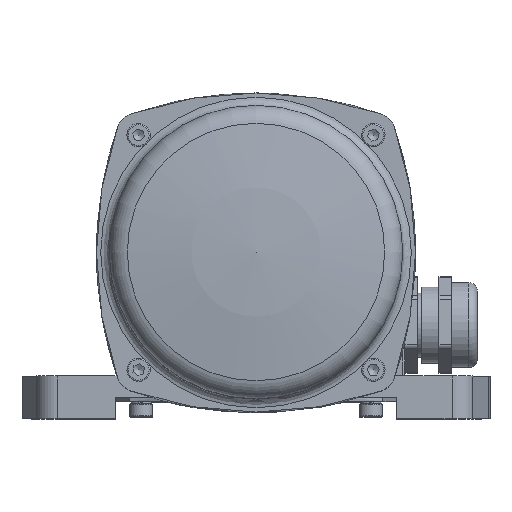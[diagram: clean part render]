
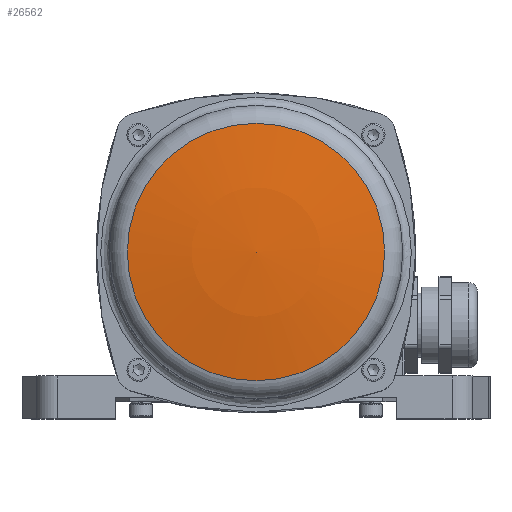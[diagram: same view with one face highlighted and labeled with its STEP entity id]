
A CAD part, top view. The second image highlights one B-rep face of the part: STEP entity #26562.
In plain terms, the highlighted spherical face has radius 201 mm.
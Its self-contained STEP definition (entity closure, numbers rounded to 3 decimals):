
#26511=CARTESIAN_POINT('',(30.253,0.,111.703));
#26512=VERTEX_POINT('',#26511);
#26513=CARTESIAN_POINT('',(0.,0.,111.703));
#26514=DIRECTION('',(0.0,0.0,-1.0));
#26515=DIRECTION('',(-1.0,0.0,0.0));
#26516=AXIS2_PLACEMENT_3D('',#26513,#26514,#26515);
#26517=CIRCLE('',#26516,30.253);
#26518=EDGE_CURVE('',#26512,#26512,#26517,.T.);
#26554=CARTESIAN_POINT('',(0.,0.,-87.007));
#26555=DIRECTION('',(0.0,0.0,1.0));
#26556=DIRECTION('',(0.0,-1.0,0.0));
#26557=AXIS2_PLACEMENT_3D('',#26554,#26555,#26556);
#26558=SPHERICAL_SURFACE('',#26557,201.0);
#26559=ORIENTED_EDGE('',*,*,#26518,.F.);
#26560=EDGE_LOOP('',(#26559));
#26561=FACE_OUTER_BOUND('',#26560,.T.);
#26562=ADVANCED_FACE('',(#26561),#26558,.T.);
